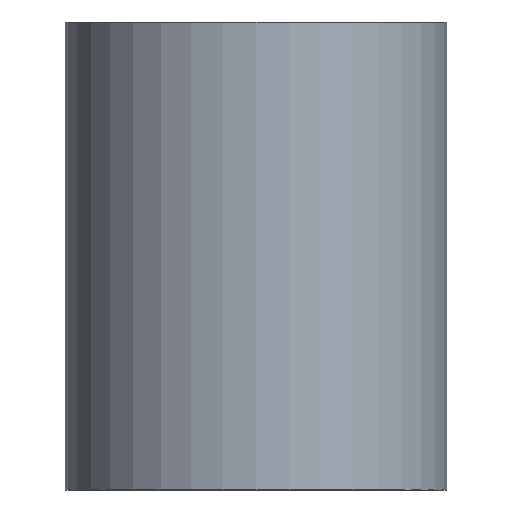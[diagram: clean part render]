
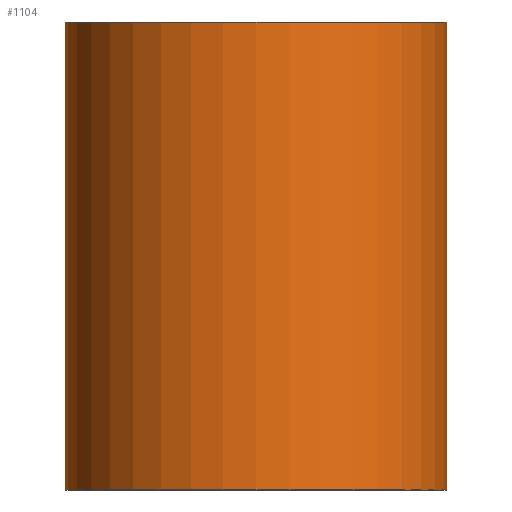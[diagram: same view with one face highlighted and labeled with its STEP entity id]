
A CAD part, front view. The second image highlights one B-rep face of the part: STEP entity #1104.
In plain terms, the highlighted cylindrical face has radius 550 mm (diameter 1100 mm), a full revolution.
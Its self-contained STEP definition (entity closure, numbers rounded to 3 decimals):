
#102 = VERTEX_POINT ( 'NONE', #736 ) ;
#198 = FACE_OUTER_BOUND ( 'NONE', #751, .T. ) ;
#234 = DIRECTION ( 'NONE',  ( 0., 0., 1. ) ) ;
#312 = CARTESIAN_POINT ( 'NONE',  ( 0., 0., 0. ) ) ;
#404 = DIRECTION ( 'NONE',  ( 0., 0., 1. ) ) ;
#406 = DIRECTION ( 'NONE',  ( 1., 0., 0. ) ) ;
#421 = EDGE_CURVE ( 'NONE', #474, #474, #1008, .T. ) ;
#430 = EDGE_CURVE ( 'NONE', #102, #102, #1216, .T. ) ;
#474 = VERTEX_POINT ( 'NONE', #843 ) ;
#555 = AXIS2_PLACEMENT_3D ( 'NONE', #312, #404, #406 ) ;
#618 = ORIENTED_EDGE ( 'NONE', *, *, #421, .T. ) ;
#626 = CYLINDRICAL_SURFACE ( 'NONE', #555, 550. ) ;
#635 = CARTESIAN_POINT ( 'NONE',  ( 0., 0., 1350. ) ) ;
#736 = CARTESIAN_POINT ( 'NONE',  ( 550., 0., 1350. ) ) ;
#751 = EDGE_LOOP ( 'NONE', ( #866 ) ) ;
#830 = DIRECTION ( 'NONE',  ( 1., 0., 0. ) ) ;
#843 = CARTESIAN_POINT ( 'NONE',  ( 550., 0., 0. ) ) ;
#866 = ORIENTED_EDGE ( 'NONE', *, *, #430, .F. ) ;
#908 = AXIS2_PLACEMENT_3D ( 'NONE', #1153, #1251, #830 ) ;
#979 = AXIS2_PLACEMENT_3D ( 'NONE', #635, #234, #1146 ) ;
#994 = EDGE_LOOP ( 'NONE', ( #618 ) ) ;
#1008 = CIRCLE ( 'NONE', #908, 550. ) ;
#1104 = ADVANCED_FACE ( 'NONE', ( #1248, #198 ), #626, .T. ) ;
#1146 = DIRECTION ( 'NONE',  ( 1., 0., 0. ) ) ;
#1153 = CARTESIAN_POINT ( 'NONE',  ( 0., 0., 0. ) ) ;
#1216 = CIRCLE ( 'NONE', #979, 550. ) ;
#1248 = FACE_OUTER_BOUND ( 'NONE', #994, .T. ) ;
#1251 = DIRECTION ( 'NONE',  ( 0., 0., 1. ) ) ;
